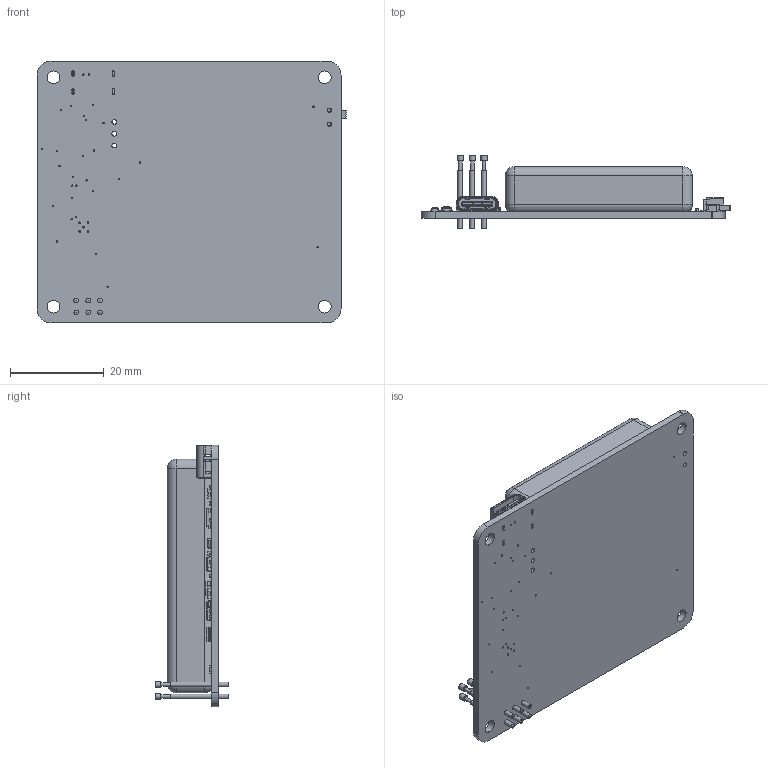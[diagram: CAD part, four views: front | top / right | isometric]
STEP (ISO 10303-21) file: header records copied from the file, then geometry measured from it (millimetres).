
FILE_DESCRIPTION(/* description */ (''),/* implementation_level */ '2;1');
FILE_NAME(/* name */ 'RBU4020N_A0.step',/* time_stamp */ '2020-12-04T11:12:09+01:00',/* author */ (''),/* organization */ (''),/* preprocessor_version */ 'ST-DEVELOPER v18.1',/* originating_system */ 'Autodesk Translation Framework v9.3.0.1241',/* authorisation */ '');
FILE_SCHEMA (('AUTOMOTIVE_DESIGN { 1 0 10303 214 3 1 1 }'));
Products named in the file (46): ass; RBU4020N_A0; Board; Packages; FIDUCIAL-1X2; 1X03_NO_SILK; SWITCH-SPST-SMD-A; 0603; CUI_UJC-HP-3-SMT-TR; VLS3012HBX3R3M; PVQFN-N16; PVQFN-16; PI; TP20SQ; TP10R; SC59-BEC; 1X04_1MM_RA; LED-0603; LED-0603 (1); LED-0603 (2); 0603-CAP; 0603-CAP (1); 0603-CAP (2); 0603-CAP (3); 0603-CAP (4); 0603-CAP (5); 0603-RES; 0603-RES (1); 0603-RES (2); 0603-RES (3); 0603-RES (4); 0603-RES (5); 0603-RES (6); 0603-RES (7); 0603-RES (8); 0603-RES (9); 0805; 0805 (1); 0603-RES (10); 0603-RES (11) ...
Assembly tree (59 placements, depth 4):
  ass
    RBU4020N_A0
      Board
      Packages
        FIDUCIAL-1X2  x4
        1X03_NO_SILK
        SWITCH-SPST-SMD-A
        0603
        CUI_UJC-HP-3-SMT-TR
        VLS3012HBX3R3M
        PVQFN-N16
        PVQFN-16
        PI
        TP20SQ  x2
        TP10R  x6
        SC59-BEC
        1X04_1MM_RA
        LED-0603
        LED-0603 (1)
        LED-0603 (2)
        0603-CAP
        0603-CAP (1)
        0603-CAP (2)
        0603-CAP (3)
        0603-CAP (4)
        0603-CAP (5)
        0603-RES
        0603-RES (1)
        0603-RES (2)
        0603-RES (3)
        0603-RES (4)
        0603-RES (5)
        0603-RES (6)
        0603-RES (7)
        0603-RES (8)
        0603-RES (9)
        0805
        0805 (1)
        0603-RES (10)
        0603-RES (11)
        0603-RES (12)
        0603-RES (13)
        0603-RES (14)
        PDSO-N12
    Pogo_pin_P75-Q2  x6
    GEB104050
Bounding box: 66.25 x 15.79 x 56 mm (x, y, z)
Volume: 25335.8 mm3; surface area: 14839.5 mm2
Topology: 218 solids, 268 shells, 5788 faces, 14970 edges, 9705 vertices
Faces by surface type: plane 3017, bspline 2014, cylinder 655, sphere 80, cone 18, torus 4
Full cylindrical faces by diameter (mm): 0.05 x2, 0.25 x1, 0.3 x29, 0.4 x5, 0.74 x6, 0.77 x6, 0.838 x2, 0.95 x6, 1.016 x3, 1.02 x6, 1.3 x6, 2.75 x4
Entity records: 213812 total; most frequent: CARTESIAN_POINT 82324, ORIENTED_EDGE 29616, DIRECTION 20417, EDGE_CURVE 14808, VERTEX_POINT 9655, LINE 9385, VECTOR 9385, EDGE_LOOP 6059
